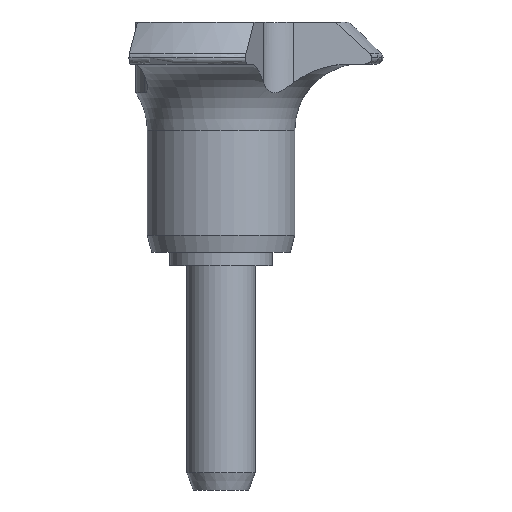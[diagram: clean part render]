
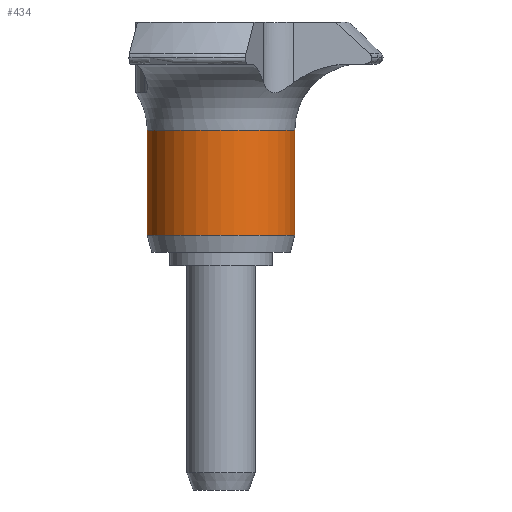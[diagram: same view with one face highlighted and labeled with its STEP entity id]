
A CAD part, front view. The second image highlights one B-rep face of the part: STEP entity #434.
In plain terms, the highlighted cylindrical face has radius 8.65 mm (diameter 17.3 mm), a partial arc.
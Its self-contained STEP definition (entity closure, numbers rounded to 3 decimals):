
#434=ADVANCED_FACE('',(#1067),#1068,.T.);
#736=VERTEX_POINT('',#1400);
#814=EDGE_CURVE('',#914,#840,#1487,.T.);
#824=EDGE_CURVE('',#840,#886,#1498,.T.);
#840=VERTEX_POINT('',#1514);
#870=EDGE_CURVE('',#736,#886,#1547,.T.);
#886=VERTEX_POINT('',#1563);
#912=EDGE_CURVE('',#736,#914,#1591,.T.);
#914=VERTEX_POINT('',#1593);
#1067=FACE_OUTER_BOUND('',#1903,.T.);
#1068=CYLINDRICAL_SURFACE('',#1904,8.65);
#1400=CARTESIAN_POINT('',(-8.65,0.,2.614));
#1487=CIRCLE('',#2855,8.65);
#1498=LINE('',#2868,#2869);
#1514=CARTESIAN_POINT('',(8.65,0.,14.92));
#1547=CIRCLE('',#2932,8.65);
#1563=CARTESIAN_POINT('',(8.65,0.,2.614));
#1591=LINE('',#3020,#3021);
#1593=CARTESIAN_POINT('',(-8.65,0.,14.92));
#1903=EDGE_LOOP('',(#3212,#3213,#3214,#3215));
#1904=AXIS2_PLACEMENT_3D('',#3216,#3217,#3218);
#2855=AXIS2_PLACEMENT_3D('',#3707,#3708,#3709);
#2868=CARTESIAN_POINT('',(8.65,0.,8.693));
#2869=VECTOR('',#3722,1.0);
#2932=AXIS2_PLACEMENT_3D('',#3769,#3770,#3771);
#3020=CARTESIAN_POINT('',(-8.65,0.,8.693));
#3021=VECTOR('',#3812,1.0);
#3212=ORIENTED_EDGE('',*,*,#912,.F.);
#3213=ORIENTED_EDGE('',*,*,#870,.T.);
#3214=ORIENTED_EDGE('',*,*,#824,.F.);
#3215=ORIENTED_EDGE('',*,*,#814,.F.);
#3216=CARTESIAN_POINT('',(0.,0.,8.693));
#3217=DIRECTION('',(-0.0,-0.0,-1.0));
#3218=DIRECTION('',(-1.0,0.,0.0));
#3707=CARTESIAN_POINT('',(0.,0.,14.92));
#3708=DIRECTION('',(0.0,0.0,1.0));
#3709=DIRECTION('',(-1.0,0.,0.0));
#3722=DIRECTION('',(-0.0,-0.0,-1.0));
#3769=CARTESIAN_POINT('',(0.,0.,2.614));
#3770=DIRECTION('',(0.0,0.0,1.0));
#3771=DIRECTION('',(-1.0,0.,0.0));
#3812=DIRECTION('',(0.0,0.0,1.0));
